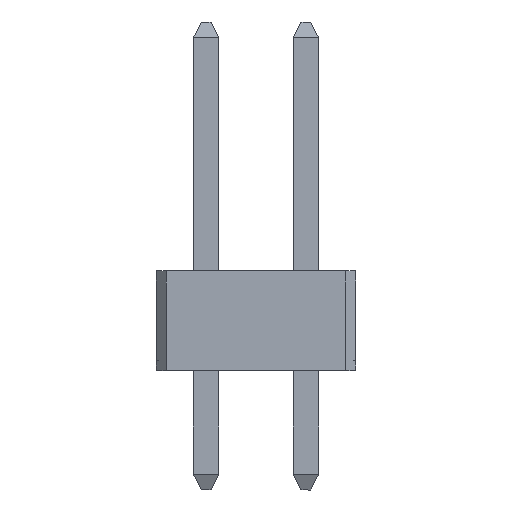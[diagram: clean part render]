
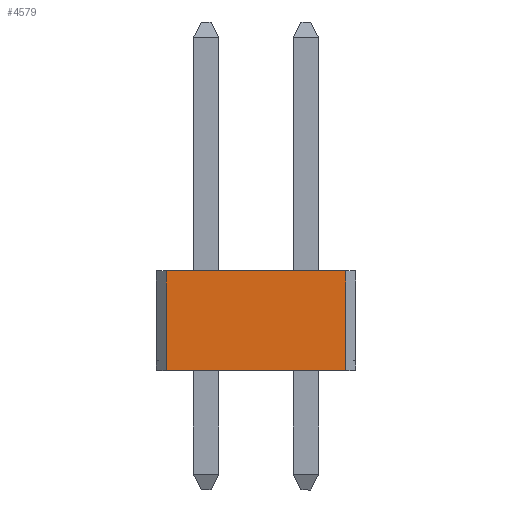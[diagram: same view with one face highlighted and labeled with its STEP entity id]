
A CAD part, left-side view. The second image highlights one B-rep face of the part: STEP entity #4579.
In plain terms, the highlighted planar face has unit normal (-1, 0, 0).
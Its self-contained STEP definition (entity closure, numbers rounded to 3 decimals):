
#52=FACE_OUTER_BOUND('',#332,.T.);
#332=EDGE_LOOP('',(#2991,#2992,#2993,#2994));
#635=LINE('',#6377,#1277);
#672=LINE('',#6455,#1314);
#673=LINE('',#6458,#1315);
#674=LINE('',#6459,#1316);
#1277=VECTOR('',#5164,4.572);
#1314=VECTOR('',#5215,2.54);
#1315=VECTOR('',#5218,4.572);
#1316=VECTOR('',#5219,2.54);
#1918=VERTEX_POINT('',#6374);
#1919=VERTEX_POINT('',#6376);
#1953=VERTEX_POINT('',#6453);
#1954=VERTEX_POINT('',#6457);
#2307=EDGE_CURVE('',#1919,#1918,#635,.T.);
#2344=EDGE_CURVE('',#1918,#1953,#672,.T.);
#2345=EDGE_CURVE('',#1954,#1953,#673,.T.);
#2346=EDGE_CURVE('',#1919,#1954,#674,.T.);
#2991=ORIENTED_EDGE('',*,*,#2307,.T.);
#2992=ORIENTED_EDGE('',*,*,#2344,.T.);
#2993=ORIENTED_EDGE('',*,*,#2345,.F.);
#2994=ORIENTED_EDGE('',*,*,#2346,.F.);
#4234=PLANE('',#4874);
#4579=ADVANCED_FACE('',(#52),#4234,.T.);
#4874=AXIS2_PLACEMENT_3D('',#6456,#5216,#5217);
#5164=DIRECTION('',(0.,0.,1.));
#5215=DIRECTION('',(0.,1.,0.));
#5216=DIRECTION('center_axis',(-1.,0.,0.));
#5217=DIRECTION('ref_axis',(0.,0.,1.));
#5218=DIRECTION('',(0.,0.,1.));
#5219=DIRECTION('',(0.,1.,0.));
#6374=CARTESIAN_POINT('',(-1.27,0.,2.286));
#6376=CARTESIAN_POINT('',(-1.27,0.,-2.286));
#6377=CARTESIAN_POINT('',(-1.27,0.,-2.286));
#6453=CARTESIAN_POINT('',(-1.27,2.54,2.286));
#6455=CARTESIAN_POINT('',(-1.27,0.,2.286));
#6456=CARTESIAN_POINT('Origin',(-1.27,0.,-2.286));
#6457=CARTESIAN_POINT('',(-1.27,2.54,-2.286));
#6458=CARTESIAN_POINT('',(-1.27,2.54,-2.286));
#6459=CARTESIAN_POINT('',(-1.27,0.,-2.286));
